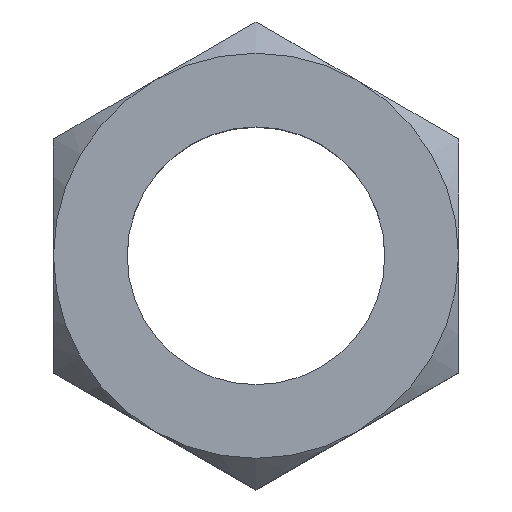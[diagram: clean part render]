
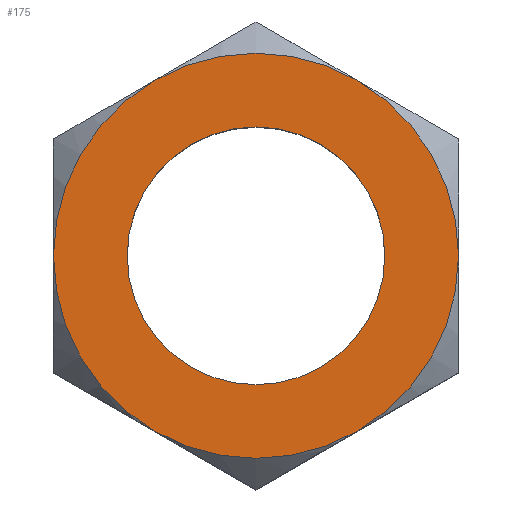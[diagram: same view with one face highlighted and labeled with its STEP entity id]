
A CAD part, top view. The second image highlights one B-rep face of the part: STEP entity #175.
In plain terms, the highlighted planar face has unit normal (0, 0, 1).
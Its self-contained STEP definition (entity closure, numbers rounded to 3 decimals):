
#30 = CIRCLE ( 'NONE', #42, 7. ) ;
#40 = DIRECTION ( 'NONE',  ( 0., 0., -1. ) ) ;
#42 = AXIS2_PLACEMENT_3D ( 'NONE', #560, #40, #265 ) ;
#46 = DIRECTION ( 'NONE',  ( 0., 0., 1. ) ) ;
#54 = DIRECTION ( 'NONE',  ( 0., 0., -1. ) ) ;
#90 = AXIS2_PLACEMENT_3D ( 'NONE', #463, #46, #109 ) ;
#95 = CARTESIAN_POINT ( 'NONE',  ( 0., 0., 0. ) ) ;
#97 = EDGE_CURVE ( 'NONE', #436, #514, #467, .T. ) ;
#109 = DIRECTION ( 'NONE',  ( 1., 0., 0. ) ) ;
#128 = CARTESIAN_POINT ( 'NONE',  ( 5.5, 9.526, 0. ) ) ;
#133 = AXIS2_PLACEMENT_3D ( 'NONE', #95, #163, #680 ) ;
#138 = VERTEX_POINT ( 'NONE', #568 ) ;
#144 = EDGE_LOOP ( 'NONE', ( #394, #289, #505, #148, #679, #387 ) ) ;
#145 = EDGE_CURVE ( 'NONE', #138, #448, #267, .T. ) ;
#148 = ORIENTED_EDGE ( 'NONE', *, *, #145, .T. ) ;
#150 = DIRECTION ( 'NONE',  ( 0., 0., 1. ) ) ;
#162 = DIRECTION ( 'NONE',  ( -1., 0., 0. ) ) ;
#163 = DIRECTION ( 'NONE',  ( 0., 0., 1. ) ) ;
#170 = CIRCLE ( 'NONE', #430, 11. ) ;
#175 = ADVANCED_FACE ( 'NONE', ( #209, #504 ), #689, .T. ) ;
#183 = CIRCLE ( 'NONE', #610, 11. ) ;
#201 = EDGE_CURVE ( 'NONE', #313, #521, #30, .T. ) ;
#207 = AXIS2_PLACEMENT_3D ( 'NONE', #566, #274, #513 ) ;
#209 = FACE_OUTER_BOUND ( 'NONE', #144, .T. ) ;
#212 = DIRECTION ( 'NONE',  ( 1., 0., 0. ) ) ;
#222 = CARTESIAN_POINT ( 'NONE',  ( 0., 0., 0. ) ) ;
#227 = DIRECTION ( 'NONE',  ( 0., 0., 1. ) ) ;
#252 = EDGE_LOOP ( 'NONE', ( #266, #724 ) ) ;
#258 = CARTESIAN_POINT ( 'NONE',  ( 0., 0., 0. ) ) ;
#265 = DIRECTION ( 'NONE',  ( -1., 0., 0. ) ) ;
#266 = ORIENTED_EDGE ( 'NONE', *, *, #636, .T. ) ;
#267 = CIRCLE ( 'NONE', #207, 11. ) ;
#274 = DIRECTION ( 'NONE',  ( 0., 0., 1. ) ) ;
#277 = CIRCLE ( 'NONE', #386, 7. ) ;
#278 = DIRECTION ( 'NONE',  ( 1., 0., 0. ) ) ;
#289 = ORIENTED_EDGE ( 'NONE', *, *, #97, .T. ) ;
#313 = VERTEX_POINT ( 'NONE', #589 ) ;
#335 = CARTESIAN_POINT ( 'NONE',  ( -5.5, 9.526, 0. ) ) ;
#364 = AXIS2_PLACEMENT_3D ( 'NONE', #258, #658, #493 ) ;
#373 = EDGE_CURVE ( 'NONE', #555, #487, #452, .T. ) ;
#386 = AXIS2_PLACEMENT_3D ( 'NONE', #736, #54, #162 ) ;
#387 = ORIENTED_EDGE ( 'NONE', *, *, #373, .T. ) ;
#394 = ORIENTED_EDGE ( 'NONE', *, *, #516, .T. ) ;
#428 = CARTESIAN_POINT ( 'NONE',  ( 11., 0., 0. ) ) ;
#430 = AXIS2_PLACEMENT_3D ( 'NONE', #572, #150, #729 ) ;
#436 = VERTEX_POINT ( 'NONE', #128 ) ;
#448 = VERTEX_POINT ( 'NONE', #546 ) ;
#452 = CIRCLE ( 'NONE', #364, 11. ) ;
#463 = CARTESIAN_POINT ( 'NONE',  ( 0., 0., 0. ) ) ;
#467 = CIRCLE ( 'NONE', #133, 11. ) ;
#487 = VERTEX_POINT ( 'NONE', #428 ) ;
#493 = DIRECTION ( 'NONE',  ( 1., 0., 0. ) ) ;
#504 = FACE_BOUND ( 'NONE', #252, .T. ) ;
#505 = ORIENTED_EDGE ( 'NONE', *, *, #626, .T. ) ;
#507 = DIRECTION ( 'NONE',  ( 0., 0., 1. ) ) ;
#513 = DIRECTION ( 'NONE',  ( 1., 0., 0. ) ) ;
#514 = VERTEX_POINT ( 'NONE', #335 ) ;
#516 = EDGE_CURVE ( 'NONE', #487, #436, #170, .T. ) ;
#518 = CARTESIAN_POINT ( 'NONE',  ( -7., 0., 0. ) ) ;
#521 = VERTEX_POINT ( 'NONE', #518 ) ;
#546 = CARTESIAN_POINT ( 'NONE',  ( -5.5, -9.526, 0. ) ) ;
#552 = AXIS2_PLACEMENT_3D ( 'NONE', #742, #227, #212 ) ;
#555 = VERTEX_POINT ( 'NONE', #600 ) ;
#560 = CARTESIAN_POINT ( 'NONE',  ( 0., 0., 0. ) ) ;
#566 = CARTESIAN_POINT ( 'NONE',  ( 0., 0., 0. ) ) ;
#568 = CARTESIAN_POINT ( 'NONE',  ( -11., 0., 0. ) ) ;
#572 = CARTESIAN_POINT ( 'NONE',  ( 0., 0., 0. ) ) ;
#589 = CARTESIAN_POINT ( 'NONE',  ( 7., 0., 0. ) ) ;
#600 = CARTESIAN_POINT ( 'NONE',  ( 5.5, -9.526, 0. ) ) ;
#610 = AXIS2_PLACEMENT_3D ( 'NONE', #222, #507, #278 ) ;
#613 = EDGE_CURVE ( 'NONE', #448, #555, #649, .T. ) ;
#626 = EDGE_CURVE ( 'NONE', #514, #138, #183, .T. ) ;
#636 = EDGE_CURVE ( 'NONE', #521, #313, #277, .T. ) ;
#649 = CIRCLE ( 'NONE', #90, 11. ) ;
#658 = DIRECTION ( 'NONE',  ( 0., 0., 1. ) ) ;
#679 = ORIENTED_EDGE ( 'NONE', *, *, #613, .T. ) ;
#680 = DIRECTION ( 'NONE',  ( 1., 0., 0. ) ) ;
#689 = PLANE ( 'NONE',  #552 ) ;
#724 = ORIENTED_EDGE ( 'NONE', *, *, #201, .T. ) ;
#729 = DIRECTION ( 'NONE',  ( 1., 0., 0. ) ) ;
#736 = CARTESIAN_POINT ( 'NONE',  ( 0., 0., 0. ) ) ;
#742 = CARTESIAN_POINT ( 'NONE',  ( 0., 0., 0. ) ) ;
